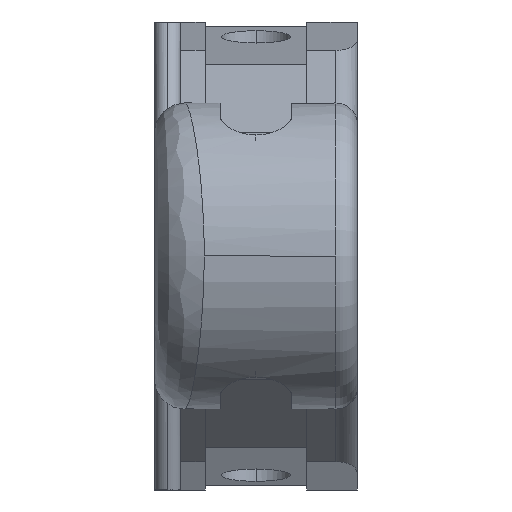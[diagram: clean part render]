
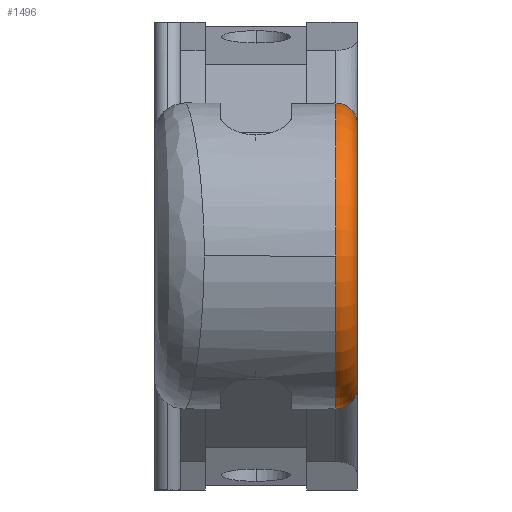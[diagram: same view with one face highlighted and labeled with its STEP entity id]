
A CAD part, left-side view. The second image highlights one B-rep face of the part: STEP entity #1496.
In plain terms, the highlighted toroidal (fillet/blend) face has major radius 15.494 mm and minor radius 2.54 mm.
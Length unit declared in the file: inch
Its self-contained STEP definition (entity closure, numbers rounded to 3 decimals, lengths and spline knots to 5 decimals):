
#35 = VERTEX_POINT ( 'NONE', #5315 ) ;
#39 = CARTESIAN_POINT ( 'NONE',  ( 0.58643, -0.37, 0.54268 ) ) ;
#72 = DIRECTION ( 'NONE',  ( 0.89, 0., 0.457 ) ) ;
#150 = CARTESIAN_POINT ( 'NONE',  ( 1.575, -0.37, 0. ) ) ;
#191 = AXIS2_PLACEMENT_3D ( 'NONE', #903, #2222, #1779 ) ;
#342 = CARTESIAN_POINT ( 'NONE',  ( 0.58643, -0.47, -0.54268 ) ) ;
#561 = ORIENTED_EDGE ( 'NONE', *, *, #3588, .F. ) ;
#632 = VERTEX_POINT ( 'NONE', #342 ) ;
#763 = TOROIDAL_SURFACE ( 'NONE', #191, 0.61, 0.1 ) ;
#903 = CARTESIAN_POINT ( 'NONE',  ( 0.865, -0.37, 0. ) ) ;
#907 = DIRECTION ( 'NONE',  ( 0., 1., 0. ) ) ;
#1299 = CIRCLE ( 'NONE', #5297, 0.71 ) ;
#1348 = DIRECTION ( 'NONE',  ( 0.457, 0., -0.89 ) ) ;
#1496 = ADVANCED_FACE ( 'NONE', ( #3583 ), #763, .T. ) ;
#1663 = CARTESIAN_POINT ( 'NONE',  ( 0.54076, -0.37, 0.63164 ) ) ;
#1759 = AXIS2_PLACEMENT_3D ( 'NONE', #3573, #3522, #4401 ) ;
#1761 = CARTESIAN_POINT ( 'NONE',  ( 0.865, -0.37, 0. ) ) ;
#1779 = DIRECTION ( 'NONE',  ( -1., 0., 0. ) ) ;
#1877 = DIRECTION ( 'NONE',  ( 0.457, 0., 0.89 ) ) ;
#2134 = EDGE_CURVE ( 'NONE', #4343, #35, #4257, .T. ) ;
#2222 = DIRECTION ( 'NONE',  ( 0., 1., 0. ) ) ;
#2417 = EDGE_CURVE ( 'NONE', #632, #35, #2645, .T. ) ;
#2442 = AXIS2_PLACEMENT_3D ( 'NONE', #3541, #3139, #1877 ) ;
#2547 = CIRCLE ( 'NONE', #2442, 0.1 ) ;
#2645 = CIRCLE ( 'NONE', #3090, 0.61 ) ;
#2706 = EDGE_CURVE ( 'NONE', #3118, #4886, #1299, .T. ) ;
#2802 = AXIS2_PLACEMENT_3D ( 'NONE', #39, #72, #1348 ) ;
#2837 = DIRECTION ( 'NONE',  ( -1., 0., 0. ) ) ;
#3090 = AXIS2_PLACEMENT_3D ( 'NONE', #3263, #3241, #2837 ) ;
#3118 = VERTEX_POINT ( 'NONE', #150 ) ;
#3139 = DIRECTION ( 'NONE',  ( -0.89, 0., 0.457 ) ) ;
#3237 = ORIENTED_EDGE ( 'NONE', *, *, #2134, .T. ) ;
#3241 = DIRECTION ( 'NONE',  ( 0., -1., 0. ) ) ;
#3263 = CARTESIAN_POINT ( 'NONE',  ( 0.865, -0.47, 0. ) ) ;
#3522 = DIRECTION ( 'NONE',  ( 0., 1., 0. ) ) ;
#3541 = CARTESIAN_POINT ( 'NONE',  ( 0.58643, -0.37, -0.54268 ) ) ;
#3573 = CARTESIAN_POINT ( 'NONE',  ( 0.865, -0.37, 0. ) ) ;
#3583 = FACE_OUTER_BOUND ( 'NONE', #4463, .T. ) ;
#3588 = EDGE_CURVE ( 'NONE', #4886, #632, #2547, .T. ) ;
#3818 = CIRCLE ( 'NONE', #1759, 0.71 ) ;
#3845 = ORIENTED_EDGE ( 'NONE', *, *, #2417, .F. ) ;
#4119 = ORIENTED_EDGE ( 'NONE', *, *, #2706, .F. ) ;
#4257 = CIRCLE ( 'NONE', #2802, 0.1 ) ;
#4343 = VERTEX_POINT ( 'NONE', #1663 ) ;
#4401 = DIRECTION ( 'NONE',  ( -1., 0., 0. ) ) ;
#4463 = EDGE_LOOP ( 'NONE', ( #3237, #3845, #561, #4119, #4999 ) ) ;
#4886 = VERTEX_POINT ( 'NONE', #5319 ) ;
#4999 = ORIENTED_EDGE ( 'NONE', *, *, #5029, .F. ) ;
#5029 = EDGE_CURVE ( 'NONE', #4343, #3118, #3818, .T. ) ;
#5160 = DIRECTION ( 'NONE',  ( -1., 0., 0. ) ) ;
#5297 = AXIS2_PLACEMENT_3D ( 'NONE', #1761, #907, #5160 ) ;
#5315 = CARTESIAN_POINT ( 'NONE',  ( 0.58643, -0.47, 0.54268 ) ) ;
#5319 = CARTESIAN_POINT ( 'NONE',  ( 0.54076, -0.37, -0.63164 ) ) ;
